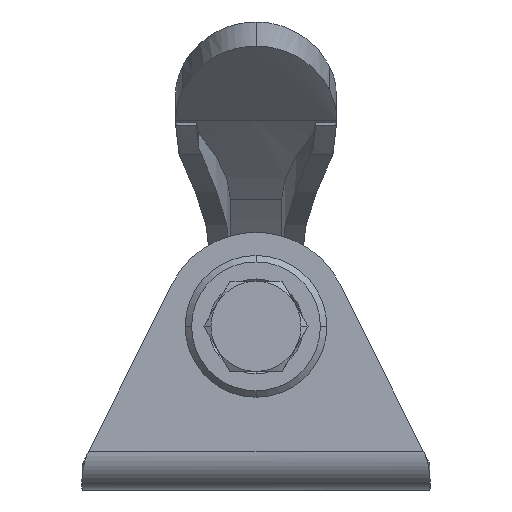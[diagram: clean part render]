
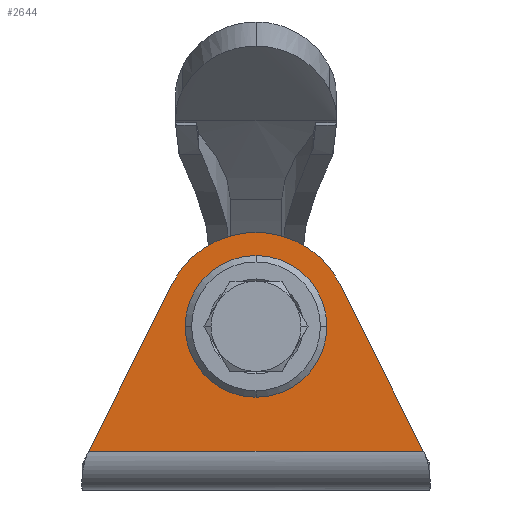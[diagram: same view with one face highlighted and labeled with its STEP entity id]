
A CAD part, front view. The second image highlights one B-rep face of the part: STEP entity #2644.
In plain terms, the highlighted planar face has unit normal (0, -1, 0).
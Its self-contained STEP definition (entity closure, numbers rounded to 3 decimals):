
#647=CARTESIAN_POINT('',(-14.5,-2.,7.7));
#648=VERTEX_POINT('',#647);
#657=CARTESIAN_POINT('',(-9.5,-2.,12.7));
#658=VERTEX_POINT('',#657);
#659=CARTESIAN_POINT('',(-14.5,-2.,12.7));
#660=DIRECTION('',(0.,1.0,0.));
#661=DIRECTION('',(0.,0.,1.0));
#662=AXIS2_PLACEMENT_3D('',#659,#660,#661);
#663=CIRCLE('',#662,5.);
#664=EDGE_CURVE('',#658,#648,#663,.T.);
#765=CARTESIAN_POINT('',(-14.5,-2.,17.7));
#766=VERTEX_POINT('',#765);
#775=CARTESIAN_POINT('',(-19.5,-2.,12.7));
#776=VERTEX_POINT('',#775);
#777=CARTESIAN_POINT('',(-14.5,-2.,12.7));
#778=DIRECTION('',(0.,1.0,0.));
#779=DIRECTION('',(0.,0.,-1.0));
#780=AXIS2_PLACEMENT_3D('',#777,#778,#779);
#781=CIRCLE('',#780,5.);
#782=EDGE_CURVE('',#776,#766,#781,.T.);
#1336=CARTESIAN_POINT('',(-14.5,-2.,12.7));
#1337=DIRECTION('',(0.,1.0,0.));
#1338=DIRECTION('',(0.,0.,-1.0));
#1339=AXIS2_PLACEMENT_3D('',#1336,#1337,#1338);
#1340=CIRCLE('',#1339,5.);
#1341=EDGE_CURVE('',#766,#658,#1340,.T.);
#1378=CARTESIAN_POINT('',(-14.5,-2.,12.7));
#1379=DIRECTION('',(0.,1.0,0.));
#1380=DIRECTION('',(0.,0.,1.0));
#1381=AXIS2_PLACEMENT_3D('',#1378,#1379,#1380);
#1382=CIRCLE('',#1381,5.);
#1383=EDGE_CURVE('',#648,#776,#1382,.T.);
#1599=CARTESIAN_POINT('',(-27.501,-2.,3.));
#1600=VERTEX_POINT('',#1599);
#1683=CARTESIAN_POINT('',(-1.499,-2.0,3.));
#1684=VERTEX_POINT('',#1683);
#1702=CARTESIAN_POINT('',(-27.501,-2.,3.));
#1703=DIRECTION('',(1.0,0.0,0.0));
#1704=VECTOR('',#1703,26.002);
#1705=LINE('',#1702,#1704);
#1706=EDGE_CURVE('',#1600,#1684,#1705,.T.);
#2539=CARTESIAN_POINT('',(-7.969,-2.,15.96));
#2540=VERTEX_POINT('',#2539);
#2547=CARTESIAN_POINT('',(-7.969,-2.,15.96));
#2548=DIRECTION('',(0.447,0.,-0.895));
#2549=VECTOR('',#2548,14.485);
#2550=LINE('',#2547,#2549);
#2551=EDGE_CURVE('',#2540,#1684,#2550,.T.);
#2591=CARTESIAN_POINT('',(-21.031,-2.,15.96));
#2592=VERTEX_POINT('',#2591);
#2593=CARTESIAN_POINT('',(-27.501,-2.,3.));
#2594=DIRECTION('',(0.447,0.,0.895));
#2595=VECTOR('',#2594,14.485);
#2596=LINE('',#2593,#2595);
#2597=EDGE_CURVE('',#1600,#2592,#2596,.T.);
#2614=CARTESIAN_POINT('',(-14.5,-2.,12.7));
#2615=DIRECTION('',(0.,1.0,0.));
#2616=DIRECTION('',(0.895,0.,0.447));
#2617=AXIS2_PLACEMENT_3D('',#2614,#2615,#2616);
#2618=CIRCLE('',#2617,7.3);
#2619=EDGE_CURVE('',#2592,#2540,#2618,.T.);
#2627=CARTESIAN_POINT('',(-14.5,-2.,8.48));
#2628=DIRECTION('',(0.0,1.0,0.0));
#2629=DIRECTION('',(0.0,0.0,1.0));
#2630=AXIS2_PLACEMENT_3D('',#2627,#2628,#2629);
#2631=PLANE('',#2630);
#2632=ORIENTED_EDGE('',*,*,#1706,.T.);
#2633=ORIENTED_EDGE('',*,*,#2551,.F.);
#2634=ORIENTED_EDGE('',*,*,#2619,.F.);
#2635=ORIENTED_EDGE('',*,*,#2597,.F.);
#2636=EDGE_LOOP('',(#2632,#2633,#2634,#2635));
#2637=FACE_OUTER_BOUND('',#2636,.T.);
#2638=ORIENTED_EDGE('',*,*,#782,.T.);
#2639=ORIENTED_EDGE('',*,*,#1341,.T.);
#2640=ORIENTED_EDGE('',*,*,#664,.T.);
#2641=ORIENTED_EDGE('',*,*,#1383,.T.);
#2642=EDGE_LOOP('',(#2638,#2639,#2640,#2641));
#2643=FACE_BOUND('',#2642,.T.);
#2644=ADVANCED_FACE('',(#2637,#2643),#2631,.F.);
